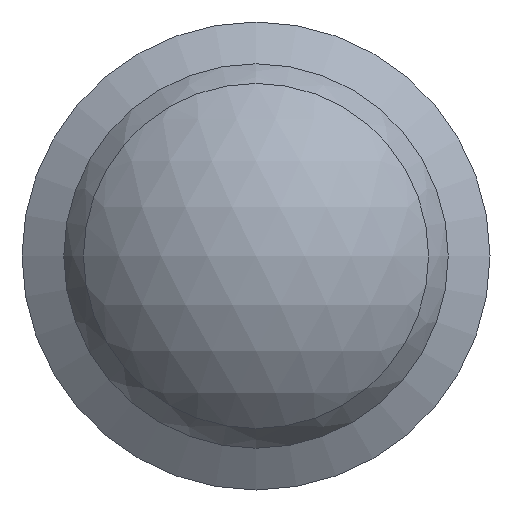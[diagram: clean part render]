
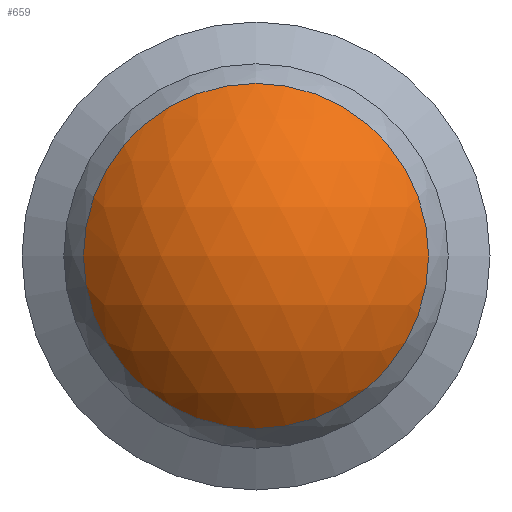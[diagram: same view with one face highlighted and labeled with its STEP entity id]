
A CAD part, left-side view. The second image highlights one B-rep face of the part: STEP entity #659.
In plain terms, the highlighted spherical face has radius 11.177 mm.
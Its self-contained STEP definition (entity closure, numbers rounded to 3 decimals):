
#16=SPHERICAL_SURFACE('',#723,11.176);
#215=FACE_OUTER_BOUND('',#261,.T.);
#261=EDGE_LOOP('',(#617,#618));
#285=CIRCLE('',#718,8.48);
#286=CIRCLE('',#719,8.48);
#348=VERTEX_POINT('',#1113);
#349=VERTEX_POINT('',#1117);
#436=EDGE_CURVE('',#348,#349,#285,.T.);
#437=EDGE_CURVE('',#349,#348,#286,.T.);
#617=ORIENTED_EDGE('',*,*,#437,.F.);
#618=ORIENTED_EDGE('',*,*,#436,.F.);
#659=ADVANCED_FACE('',(#215),#16,.T.);
#718=AXIS2_PLACEMENT_3D('',#1118,#898,#899);
#719=AXIS2_PLACEMENT_3D('',#1119,#900,#901);
#723=AXIS2_PLACEMENT_3D('',#1155,#908,#909);
#898=DIRECTION('center_axis',(1.,0.,0.));
#899=DIRECTION('ref_axis',(0.,0.,-1.));
#900=DIRECTION('center_axis',(1.,0.,0.));
#901=DIRECTION('ref_axis',(0.,0.,-1.));
#908=DIRECTION('center_axis',(0.,0.,1.));
#909=DIRECTION('ref_axis',(1.,0.,0.));
#1113=CARTESIAN_POINT('',(-39.104,0.,8.48));
#1117=CARTESIAN_POINT('',(-39.104,8.48,0.));
#1118=CARTESIAN_POINT('Origin',(-39.104,0.,0.));
#1119=CARTESIAN_POINT('Origin',(-39.104,0.,0.));
#1155=CARTESIAN_POINT('Origin',(-31.824,0.,
0.));
